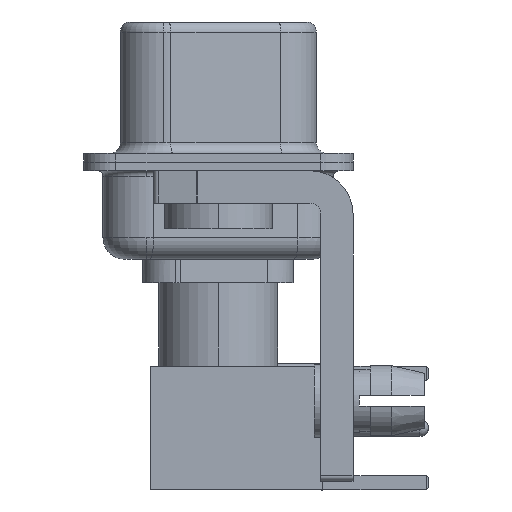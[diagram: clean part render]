
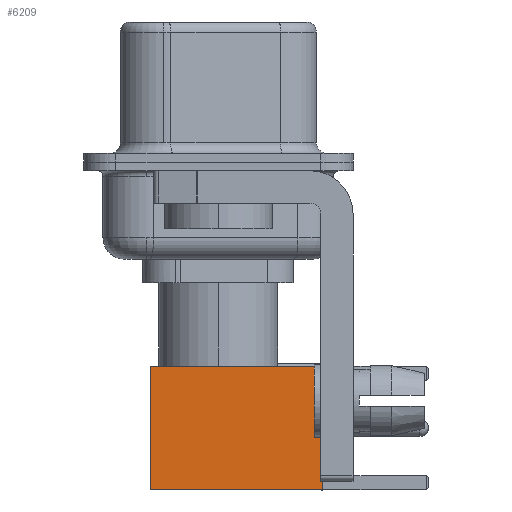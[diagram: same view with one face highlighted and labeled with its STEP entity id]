
A CAD part, left-side view. The second image highlights one B-rep face of the part: STEP entity #6209.
In plain terms, the highlighted face is planar.
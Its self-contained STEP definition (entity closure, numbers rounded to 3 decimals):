
#330 = CARTESIAN_POINT ( 'NONE',  ( -2.875, 2.875, 0. ) ) ;
#622 = VECTOR ( 'NONE', #26323, 1000. ) ;
#662 = CARTESIAN_POINT ( 'NONE',  ( 2.875, 2.875, 0. ) ) ;
#1765 = EDGE_CURVE ( 'NONE', #15596, #17566, #23274, .T. ) ;
#4024 = VERTEX_POINT ( 'NONE', #31950 ) ;
#4520 = CARTESIAN_POINT ( 'NONE',  ( -2.875, 2.875, 8. ) ) ;
#5299 = DIRECTION ( 'NONE',  ( 0., 0., -1. ) ) ;
#6209 = ADVANCED_FACE ( 'NONE', ( #15143 ), #14491, .T. ) ;
#6982 = ORIENTED_EDGE ( 'NONE', *, *, #16896, .T. ) ;
#8516 = LINE ( 'NONE', #13795, #622 ) ;
#9698 = DIRECTION ( 'NONE',  ( 0., 1., 0. ) ) ;
#10793 = VECTOR ( 'NONE', #14090, 1000. ) ;
#11595 = CARTESIAN_POINT ( 'NONE',  ( 0., 2.875, 0. ) ) ;
#13471 = EDGE_CURVE ( 'NONE', #14368, #17566, #26619, .T. ) ;
#13795 = CARTESIAN_POINT ( 'NONE',  ( 2.875, 2.875, 0. ) ) ;
#14090 = DIRECTION ( 'NONE',  ( -1., 0., 0. ) ) ;
#14368 = VERTEX_POINT ( 'NONE', #662 ) ;
#14491 = PLANE ( 'NONE',  #16582 ) ;
#15143 = FACE_OUTER_BOUND ( 'NONE', #25656, .T. ) ;
#15596 = VERTEX_POINT ( 'NONE', #4520 ) ;
#16132 = DIRECTION ( 'NONE',  ( 0., 0., 1. ) ) ;
#16582 = AXIS2_PLACEMENT_3D ( 'NONE', #20105, #9698, #16132 ) ;
#16896 = EDGE_CURVE ( 'NONE', #4024, #14368, #8516, .T. ) ;
#17566 = VERTEX_POINT ( 'NONE', #30382 ) ;
#18950 = LINE ( 'NONE', #31782, #19175 ) ;
#19134 = EDGE_CURVE ( 'NONE', #4024, #15596, #18950, .T. ) ;
#19175 = VECTOR ( 'NONE', #21254, 1000. ) ;
#20105 = CARTESIAN_POINT ( 'NONE',  ( 2.875, 2.875, 0. ) ) ;
#21254 = DIRECTION ( 'NONE',  ( -1., 0., 0. ) ) ;
#23274 = LINE ( 'NONE', #330, #29429 ) ;
#24597 = ORIENTED_EDGE ( 'NONE', *, *, #19134, .F. ) ;
#25129 = ORIENTED_EDGE ( 'NONE', *, *, #13471, .T. ) ;
#25656 = EDGE_LOOP ( 'NONE', ( #6982, #25129, #32527, #24597 ) ) ;
#26323 = DIRECTION ( 'NONE',  ( 0., 0., -1. ) ) ;
#26619 = LINE ( 'NONE', #11595, #10793 ) ;
#29429 = VECTOR ( 'NONE', #5299, 1000. ) ;
#30382 = CARTESIAN_POINT ( 'NONE',  ( -2.875, 2.875, 0. ) ) ;
#31782 = CARTESIAN_POINT ( 'NONE',  ( 0., 2.875, 8. ) ) ;
#31950 = CARTESIAN_POINT ( 'NONE',  ( 2.875, 2.875, 8. ) ) ;
#32527 = ORIENTED_EDGE ( 'NONE', *, *, #1765, .F. ) ;
